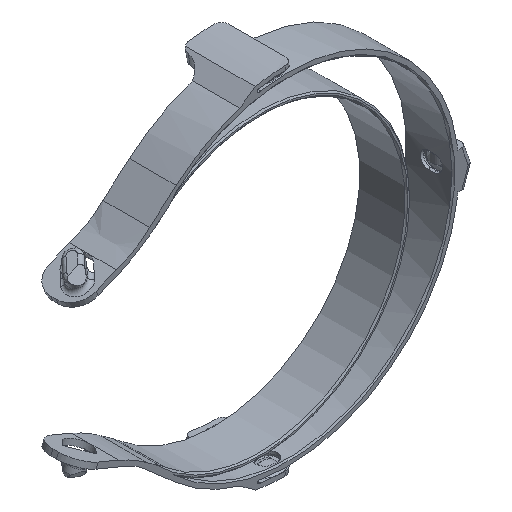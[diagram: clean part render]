
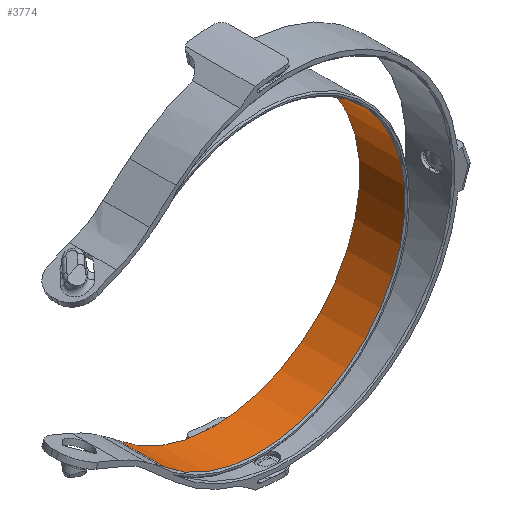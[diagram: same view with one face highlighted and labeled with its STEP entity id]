
A CAD part, isometric view. The second image highlights one B-rep face of the part: STEP entity #3774.
In plain terms, the highlighted cylindrical face has radius 53 mm (diameter 106 mm), a partial arc.
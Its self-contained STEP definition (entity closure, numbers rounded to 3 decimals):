
#146=CYLINDRICAL_SURFACE('',#4115,53.);
#217=LINE('',#6226,#426);
#345=LINE('',#9817,#554);
#426=VECTOR('',#4366,10.);
#554=VECTOR('',#4932,10.);
#825=FACE_OUTER_BOUND('',#1054,.T.);
#1054=EDGE_LOOP('',(#3411,#3412,#3413,#3414));
#1140=CIRCLE('',#3898,53.);
#1237=CIRCLE('',#4116,53.);
#1564=VERTEX_POINT('',#6223);
#1565=VERTEX_POINT('',#6225);
#1582=VERTEX_POINT('',#6292);
#1780=VERTEX_POINT('',#9813);
#1976=EDGE_CURVE('',#1565,#1564,#217,.T.);
#1996=EDGE_CURVE('',#1582,#1564,#1140,.T.);
#2331=EDGE_CURVE('',#1780,#1582,#345,.T.);
#2334=EDGE_CURVE('',#1565,#1780,#1237,.T.);
#3411=ORIENTED_EDGE('',*,*,#2334,.F.);
#3412=ORIENTED_EDGE('',*,*,#1976,.T.);
#3413=ORIENTED_EDGE('',*,*,#1996,.F.);
#3414=ORIENTED_EDGE('',*,*,#2331,.F.);
#3774=ADVANCED_FACE('',(#825),#146,.F.);
#3898=AXIS2_PLACEMENT_3D('',#6294,#4390,#4391);
#4115=AXIS2_PLACEMENT_3D('',#9832,#4941,#4942);
#4116=AXIS2_PLACEMENT_3D('',#9833,#4943,#4944);
#4366=DIRECTION('',(0.,1.,0.));
#4390=DIRECTION('center_axis',(0.,-1.,0.));
#4391=DIRECTION('ref_axis',(-0.652,0.,0.758));
#4932=DIRECTION('',(0.,1.,0.));
#4941=DIRECTION('center_axis',(0.,1.,0.));
#4942=DIRECTION('ref_axis',(1.,0.,0.));
#4943=DIRECTION('center_axis',(0.,1.,0.));
#4944=DIRECTION('ref_axis',(0.652,0.,-0.758));
#6223=CARTESIAN_POINT('',(-34.55,17.,40.191));
#6225=CARTESIAN_POINT('',(-34.55,0.5,40.191));
#6226=CARTESIAN_POINT('',(-34.55,0.,40.191));
#6292=CARTESIAN_POINT('',(-34.55,17.,-40.191));
#6294=CARTESIAN_POINT('Origin',(0.,17.,0.));
#9813=CARTESIAN_POINT('',(-34.55,0.5,-40.191));
#9817=CARTESIAN_POINT('',(-34.55,0.,-40.191));
#9832=CARTESIAN_POINT('Origin',(0.,0.,0.));
#9833=CARTESIAN_POINT('Origin',(0.,0.5,0.));
